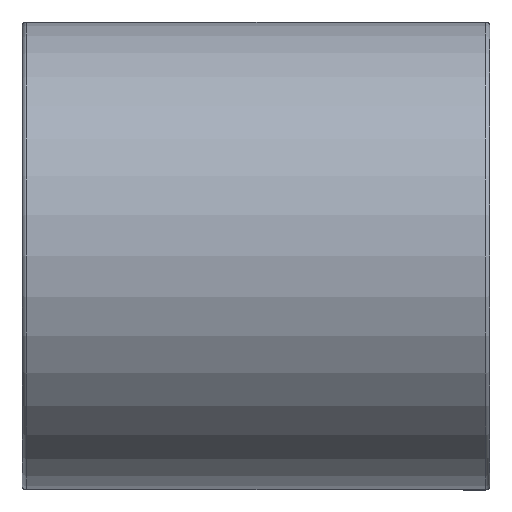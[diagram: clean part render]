
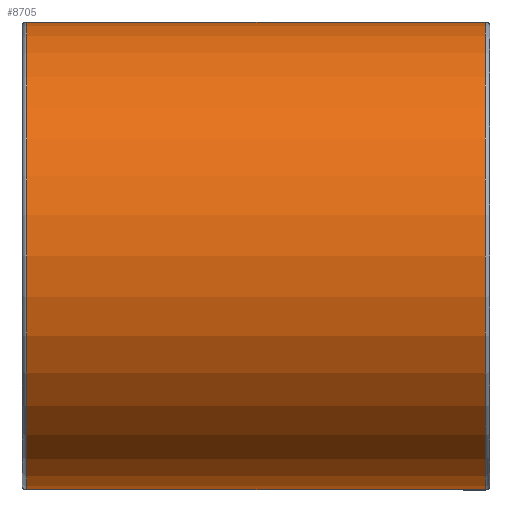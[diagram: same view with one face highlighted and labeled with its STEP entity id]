
A CAD part, left-side view. The second image highlights one B-rep face of the part: STEP entity #8705.
In plain terms, the highlighted cylindrical face has radius 5 mm (diameter 10 mm), a partial arc.
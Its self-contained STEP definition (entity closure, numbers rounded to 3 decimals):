
#94 = VECTOR ( 'NONE', #797, 1000. ) ;
#151 = DIRECTION ( 'NONE',  ( 0., 1., 0. ) ) ;
#197 = CARTESIAN_POINT ( 'NONE',  ( -30., 0., -5. ) ) ;
#655 = CARTESIAN_POINT ( 'NONE',  ( -30., 0., 5. ) ) ;
#755 = AXIS2_PLACEMENT_3D ( 'NONE', #6014, #1329, #3587 ) ;
#797 = DIRECTION ( 'NONE',  ( 0., 1., 0. ) ) ;
#912 = CIRCLE ( 'NONE', #755, 5. ) ;
#932 = ORIENTED_EDGE ( 'NONE', *, *, #5062, .F. ) ;
#1329 = DIRECTION ( 'NONE',  ( 0., -1., 0. ) ) ;
#1579 = AXIS2_PLACEMENT_3D ( 'NONE', #3895, #151, #7752 ) ;
#1644 = VERTEX_POINT ( 'NONE', #4872 ) ;
#1937 = EDGE_CURVE ( 'NONE', #1644, #4491, #7566, .T. ) ;
#2380 = EDGE_LOOP ( 'NONE', ( #932, #9450, #5928, #5875 ) ) ;
#2584 = CARTESIAN_POINT ( 'NONE',  ( -30., -4.9, 5. ) ) ;
#2637 = FACE_OUTER_BOUND ( 'NONE', #2380, .T. ) ;
#3587 = DIRECTION ( 'NONE',  ( -1., 0., 0. ) ) ;
#3895 = CARTESIAN_POINT ( 'NONE',  ( -30., 4.9, 0. ) ) ;
#4134 = CARTESIAN_POINT ( 'NONE',  ( -30., 4.9, 5. ) ) ;
#4491 = VERTEX_POINT ( 'NONE', #8970 ) ;
#4577 = EDGE_CURVE ( 'NONE', #5569, #1644, #912, .T. ) ;
#4603 = VECTOR ( 'NONE', #8067, 1000. ) ;
#4872 = CARTESIAN_POINT ( 'NONE',  ( -30., -4.9, -5. ) ) ;
#4893 = CYLINDRICAL_SURFACE ( 'NONE', #8612, 5. ) ;
#5062 = EDGE_CURVE ( 'NONE', #4491, #9524, #7540, .T. ) ;
#5569 = VERTEX_POINT ( 'NONE', #2584 ) ;
#5679 = DIRECTION ( 'NONE',  ( 0., 0., -1. ) ) ;
#5875 = ORIENTED_EDGE ( 'NONE', *, *, #6650, .T. ) ;
#5928 = ORIENTED_EDGE ( 'NONE', *, *, #4577, .F. ) ;
#6014 = CARTESIAN_POINT ( 'NONE',  ( -30., -4.9, 0. ) ) ;
#6650 = EDGE_CURVE ( 'NONE', #5569, #9524, #8206, .T. ) ;
#7144 = DIRECTION ( 'NONE',  ( 0., 1., 0. ) ) ;
#7540 = CIRCLE ( 'NONE', #1579, 5. ) ;
#7566 = LINE ( 'NONE', #197, #94 ) ;
#7752 = DIRECTION ( 'NONE',  ( -1., 0., 0. ) ) ;
#7883 = CARTESIAN_POINT ( 'NONE',  ( -30., 0., 0. ) ) ;
#8067 = DIRECTION ( 'NONE',  ( 0., 1., 0. ) ) ;
#8206 = LINE ( 'NONE', #655, #4603 ) ;
#8612 = AXIS2_PLACEMENT_3D ( 'NONE', #7883, #7144, #5679 ) ;
#8705 = ADVANCED_FACE ( 'NONE', ( #2637 ), #4893, .T. ) ;
#8970 = CARTESIAN_POINT ( 'NONE',  ( -30., 4.9, -5. ) ) ;
#9450 = ORIENTED_EDGE ( 'NONE', *, *, #1937, .F. ) ;
#9524 = VERTEX_POINT ( 'NONE', #4134 ) ;
